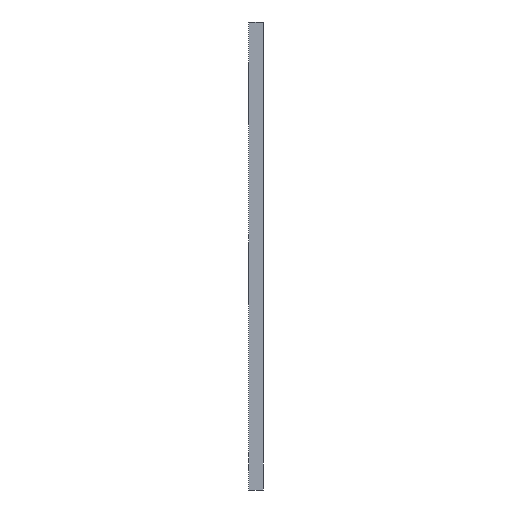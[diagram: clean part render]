
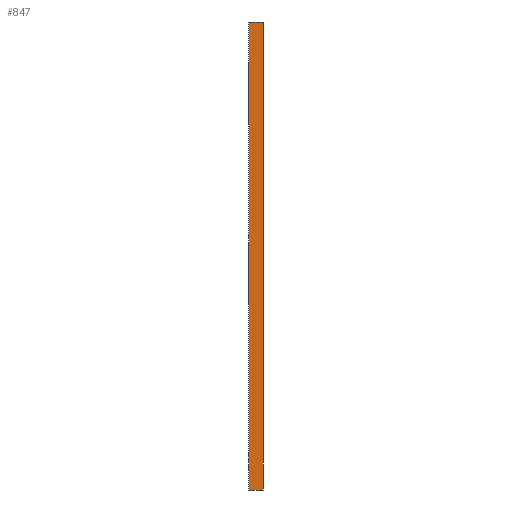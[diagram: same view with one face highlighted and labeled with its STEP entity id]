
A CAD part, front view. The second image highlights one B-rep face of the part: STEP entity #847.
In plain terms, the highlighted planar face has unit normal (0, -1, 0).
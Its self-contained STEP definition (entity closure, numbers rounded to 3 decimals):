
#69=PLANE('',#945);
#105=FACE_OUTER_BOUND('',#141,.T.);
#141=EDGE_LOOP('',(#711,#712,#713,#714));
#249=LINE('',#1404,#323);
#250=LINE('',#1407,#324);
#251=LINE('',#1409,#325);
#252=LINE('',#1410,#326);
#323=VECTOR('',#1167,10.);
#324=VECTOR('',#1170,10.);
#325=VECTOR('',#1171,10.);
#326=VECTOR('',#1172,10.);
#449=VERTEX_POINT('',#1400);
#450=VERTEX_POINT('',#1402);
#451=VERTEX_POINT('',#1406);
#452=VERTEX_POINT('',#1408);
#563=EDGE_CURVE('',#449,#450,#249,.T.);
#564=EDGE_CURVE('',#451,#449,#250,.T.);
#565=EDGE_CURVE('',#452,#450,#251,.T.);
#566=EDGE_CURVE('',#451,#452,#252,.T.);
#711=ORIENTED_EDGE('',*,*,#564,.T.);
#712=ORIENTED_EDGE('',*,*,#563,.T.);
#713=ORIENTED_EDGE('',*,*,#565,.F.);
#714=ORIENTED_EDGE('',*,*,#566,.F.);
#847=ADVANCED_FACE('',(#105),#69,.T.);
#945=AXIS2_PLACEMENT_3D('',#1405,#1168,#1169);
#1167=DIRECTION('',(1.,0.,0.));
#1168=DIRECTION('center_axis',(0.,-1.,0.));
#1169=DIRECTION('ref_axis',(0.,0.,-1.));
#1170=DIRECTION('',(0.,0.,-1.));
#1171=DIRECTION('',(0.,0.,-1.));
#1172=DIRECTION('',(1.,0.,0.));
#1400=CARTESIAN_POINT('',(0.,0.,-65.));
#1402=CARTESIAN_POINT('',(2.,0.,-65.));
#1404=CARTESIAN_POINT('',(0.,0.,-65.));
#1405=CARTESIAN_POINT('Origin',(0.,0.,0.));
#1406=CARTESIAN_POINT('',(0.,0.,0.));
#1407=CARTESIAN_POINT('',(0.,0.,0.));
#1408=CARTESIAN_POINT('',(2.,0.,0.));
#1409=CARTESIAN_POINT('',(2.,0.,0.));
#1410=CARTESIAN_POINT('',(0.,0.,0.));
